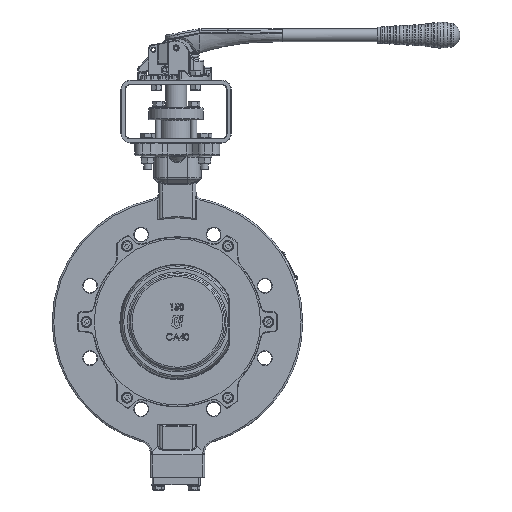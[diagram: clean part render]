
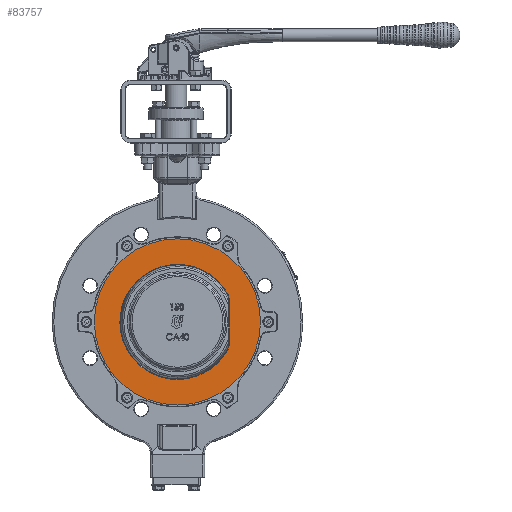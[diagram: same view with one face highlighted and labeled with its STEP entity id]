
A CAD part, front view. The second image highlights one B-rep face of the part: STEP entity #83757.
In plain terms, the highlighted planar face has unit normal (0, -1, 0).
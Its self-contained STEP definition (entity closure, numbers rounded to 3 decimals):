
#67362=CARTESIAN_POINT('',(64.265,-30.7,-34.686));
#67363=VERTEX_POINT('',#67362);
#67409=CARTESIAN_POINT('',(-73.028,-30.7,0.));
#67410=VERTEX_POINT('',#67409);
#67418=CARTESIAN_POINT('',(64.265,-30.7,-34.686));
#67419=CARTESIAN_POINT('',(58.45,-30.7,-45.435));
#67420=CARTESIAN_POINT('',(49.521,-30.7,-53.672));
#67421=CARTESIAN_POINT('',(40.565,-30.7,-61.936));
#67422=CARTESIAN_POINT('',(29.412,-30.7,-66.843));
#67423=CARTESIAN_POINT('',(18.259,-30.7,-71.751));
#67424=CARTESIAN_POINT('',(6.115,-30.7,-72.772));
#67425=CARTESIAN_POINT('',(-6.024,-30.7,-73.792));
#67426=CARTESIAN_POINT('',(-17.845,-30.7,-70.814));
#67427=CARTESIAN_POINT('',(-29.658,-30.7,-67.838));
#67428=CARTESIAN_POINT('',(-39.872,-30.7,-61.183));
#67429=CARTESIAN_POINT('',(-50.077,-30.7,-54.533));
#67430=CARTESIAN_POINT('',(-57.579,-30.7,-44.92));
#67431=CARTESIAN_POINT('',(-65.068,-30.7,-35.323));
#67432=CARTESIAN_POINT('',(-69.045,-30.7,-23.788));
#67433=CARTESIAN_POINT('',(-73.025,-30.7,-12.244));
#67434=CARTESIAN_POINT('',(-73.028,-30.7,0.));
#67435=B_SPLINE_CURVE_WITH_KNOTS('',2,(#67418,#67419,#67420,#67421,#67422,#67423,#67424,#67425,#67426,#67427,#67428,#67429,#67430,#67431,#67432,#67433,#67434),.UNSPECIFIED.,.F.,.F.,(3,2,2,2,2,2,2,2,3),(0.,0.125,0.25,0.375,0.5,0.625,0.75,0.875,1.),.UNSPECIFIED.);
#67436=EDGE_CURVE('',#67363,#67410,#67435,.T.);
#67508=CARTESIAN_POINT('',(64.265,-30.7,34.686));
#67509=VERTEX_POINT('',#67508);
#67517=CARTESIAN_POINT('',(-73.028,-30.7,0.));
#67518=CARTESIAN_POINT('',(-73.016,-30.7,12.22));
#67519=CARTESIAN_POINT('',(-69.072,-30.7,23.71));
#67520=CARTESIAN_POINT('',(-65.115,-30.7,35.237));
#67521=CARTESIAN_POINT('',(-57.631,-30.7,44.852));
#67522=CARTESIAN_POINT('',(-50.148,-30.7,54.468));
#67523=CARTESIAN_POINT('',(-39.946,-30.7,61.135));
#67524=CARTESIAN_POINT('',(-29.748,-30.7,67.798));
#67525=CARTESIAN_POINT('',(-17.931,-30.7,70.793));
#67526=CARTESIAN_POINT('',(-6.122,-30.7,73.785));
#67527=CARTESIAN_POINT('',(6.028,-30.7,72.779));
#67528=CARTESIAN_POINT('',(18.166,-30.7,71.774));
#67529=CARTESIAN_POINT('',(29.334,-30.7,66.878));
#67530=CARTESIAN_POINT('',(40.482,-30.7,61.99));
#67531=CARTESIAN_POINT('',(49.461,-30.7,53.728));
#67532=CARTESIAN_POINT('',(58.447,-30.7,45.46));
#67533=CARTESIAN_POINT('',(64.265,-30.7,34.686));
#67534=B_SPLINE_CURVE_WITH_KNOTS('',2,(#67517,#67518,#67519,#67520,#67521,#67522,#67523,#67524,#67525,#67526,#67527,#67528,#67529,#67530,#67531,#67532,#67533),.UNSPECIFIED.,.F.,.F.,(3,2,2,2,2,2,2,2,3),(0.,0.125,0.25,0.375,0.5,0.625,0.75,0.875,1.),.UNSPECIFIED.);
#67535=EDGE_CURVE('',#67410,#67509,#67534,.T.);
#67584=CARTESIAN_POINT('',(65.528,-30.7,-29.686));
#67585=VERTEX_POINT('',#67584);
#67602=CARTESIAN_POINT('',(65.528,-30.7,-29.686));
#67603=CARTESIAN_POINT('',(65.53,-30.7,-32.349));
#67604=CARTESIAN_POINT('',(64.265,-30.7,-34.686));
#67605=B_SPLINE_CURVE_WITH_KNOTS('',2,(#67602,#67603,#67604),.UNSPECIFIED.,.F.,.F.,(3,3),(0.,1.),.UNSPECIFIED.);
#67606=EDGE_CURVE('',#67585,#67363,#67605,.T.);
#67622=CARTESIAN_POINT('',(65.528,-30.7,29.686));
#67623=VERTEX_POINT('',#67622);
#67630=CARTESIAN_POINT('',(64.265,-30.7,34.686));
#67631=CARTESIAN_POINT('',(65.531,-30.7,32.344));
#67632=CARTESIAN_POINT('',(65.528,-30.7,29.686));
#67633=B_SPLINE_CURVE_WITH_KNOTS('',2,(#67630,#67631,#67632),.UNSPECIFIED.,.F.,.F.,(3,3),(0.,1.),.UNSPECIFIED.);
#67634=EDGE_CURVE('',#67509,#67623,#67633,.T.);
#67653=CARTESIAN_POINT('',(65.528,-30.7,29.686));
#67654=DIRECTION('',(0.,0.,-1.));
#67655=VECTOR('',#67654,59.372);
#67656=LINE('',#67653,#67655);
#67657=EDGE_CURVE('',#67623,#67585,#67656,.T.);
#72067=CARTESIAN_POINT('',(-105.5,-30.7,-0.));
#72068=VERTEX_POINT('',#72067);
#72075=CARTESIAN_POINT('',(105.5,-30.7,-0.));
#72076=VERTEX_POINT('',#72075);
#72077=CARTESIAN_POINT('',(0.,-30.7,-0.));
#72078=DIRECTION('',(0.,-1.,-0.));
#72079=DIRECTION('',(1.,-0.,0.));
#72080=AXIS2_PLACEMENT_3D('',#72077,#72078,#72079);
#72081=CIRCLE('',#72080,105.5);
#72082=EDGE_CURVE('NONE',#72076,#72068,#72081,.T.);
#83735=CARTESIAN_POINT('',(0.,-30.7,60.369));
#83736=DIRECTION('',(-0.,1.,0.));
#83737=DIRECTION('',(-1.,0.,-0.));
#83738=AXIS2_PLACEMENT_3D('',#83735,#83736,#83737);
#83739=PLANE('',#83738);
#83740=ORIENTED_EDGE('',*,*,#67606,.T.);
#83741=ORIENTED_EDGE('',*,*,#67436,.T.);
#83742=ORIENTED_EDGE('',*,*,#67535,.T.);
#83743=ORIENTED_EDGE('',*,*,#67634,.T.);
#83744=ORIENTED_EDGE('',*,*,#67657,.T.);
#83745=EDGE_LOOP('',(#83740,#83741,#83742,#83743,#83744));
#83746=FACE_BOUND('',#83745,.T.);
#83747=ORIENTED_EDGE('',*,*,#72082,.T.);
#83748=CARTESIAN_POINT('',(0.,-30.7,-0.));
#83749=DIRECTION('',(0.,-1.,-0.));
#83750=DIRECTION('',(1.,-0.,0.));
#83751=AXIS2_PLACEMENT_3D('',#83748,#83749,#83750);
#83752=CIRCLE('',#83751,105.5);
#83753=EDGE_CURVE('NONE',#72068,#72076,#83752,.T.);
#83754=ORIENTED_EDGE('',*,*,#83753,.T.);
#83755=EDGE_LOOP('',(#83747,#83754));
#83756=FACE_BOUND('',#83755,.T.);
#83757=ADVANCED_FACE('NONE',(#83746,#83756),#83739,.F.);
